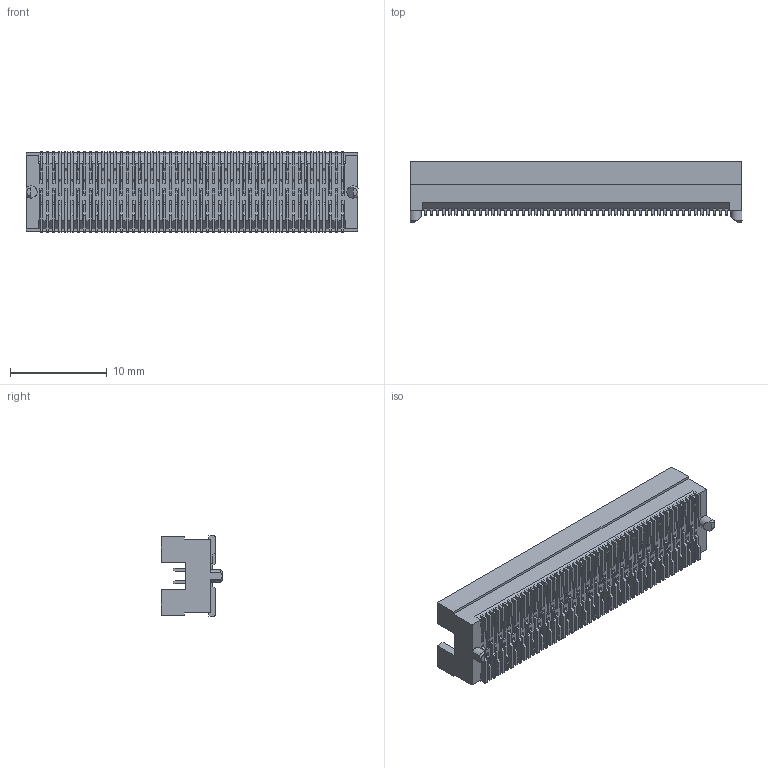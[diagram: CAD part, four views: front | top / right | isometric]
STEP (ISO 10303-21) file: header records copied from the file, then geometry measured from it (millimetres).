
FILE_DESCRIPTION((''),'2;1');
FILE_NAME('FBB12709_ASM','2026-03-16T17:52:49',('gongchengVV'),(''),'CREO PARAMETRIC BY PTC INC, 2020033','CREO PARAMETRIC BY PTC INC, 2020033','');
FILE_SCHEMA(('CONFIG_CONTROL_DESIGN'));
Products named in the file (1): FBB12709_ASM
Bounding box: 34.29 x 6.37 x 8.27 mm (x, y, z)
Volume: 554.5 mm3; surface area: 2111 mm2
Topology: 1 solids, 1 shells, 2570 faces, 7373 edges, 4914 vertices
Faces by surface type: plane 2466, cylinder 102, cone 2
Entity records: 82520 total; most frequent: CARTESIAN_POINT 14922, ORIENTED_EDGE 14746, DIRECTION 12713, EDGE_CURVE 7373, VECTOR 7157, LINE 7157, VERTEX_POINT 4914, AXIS2_PLACEMENT_3D 2778
